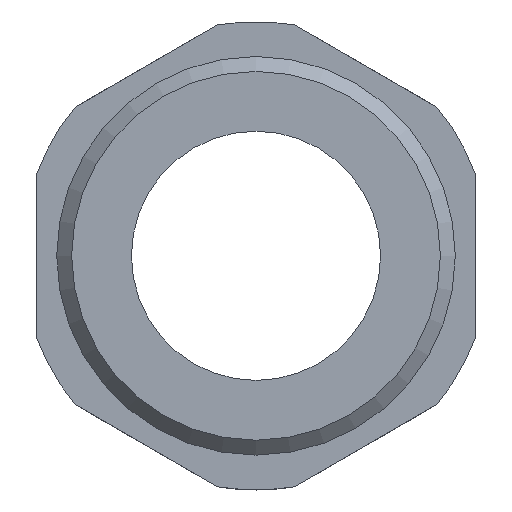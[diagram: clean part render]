
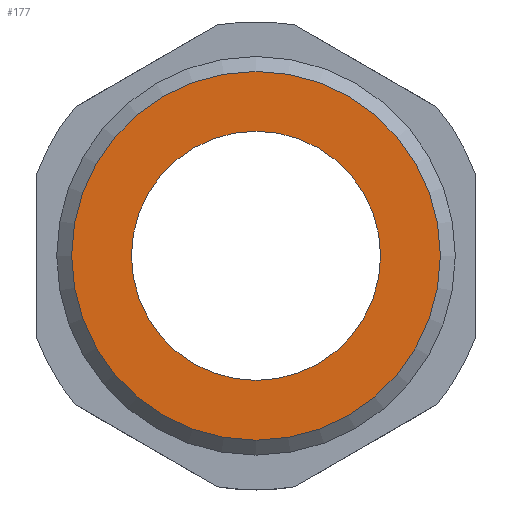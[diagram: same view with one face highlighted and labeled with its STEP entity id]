
A CAD part, left-side view. The second image highlights one B-rep face of the part: STEP entity #177.
In plain terms, the highlighted planar face has unit normal (-1, 0, 0).
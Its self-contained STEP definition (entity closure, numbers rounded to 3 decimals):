
#35=PLANE('',#784);
#52=FACE_BOUND('',#263,.T.);
#53=FACE_BOUND('',#264,.T.);
#177=ADVANCED_FACE('',(#52,#53),#35,.T.);
#263=EDGE_LOOP('',(#414));
#264=EDGE_LOOP('',(#415));
#336=CIRCLE('',#782,18.5);
#337=CIRCLE('',#783,12.5);
#414=ORIENTED_EDGE('',*,*,#674,.T.);
#415=ORIENTED_EDGE('',*,*,#675,.T.);
#598=VERTEX_POINT('',#1194);
#599=VERTEX_POINT('',#1196);
#674=EDGE_CURVE('',#598,#598,#336,.T.);
#675=EDGE_CURVE('',#599,#599,#337,.T.);
#782=AXIS2_PLACEMENT_3D('',#1193,#935,#936);
#783=AXIS2_PLACEMENT_3D('',#1195,#937,#938);
#784=AXIS2_PLACEMENT_3D('',#1197,#939,#940);
#935=DIRECTION('',(-1.,0.,0.));
#936=DIRECTION('',(0.,0.,1.));
#937=DIRECTION('',(1.,0.,0.));
#938=DIRECTION('',(0.,0.,-1.));
#939=DIRECTION('',(-1.,0.,0.));
#940=DIRECTION('',(0.,0.,1.));
#1193=CARTESIAN_POINT('',(0.,0.,0.));
#1194=CARTESIAN_POINT('',(0.,0.,18.5));
#1195=CARTESIAN_POINT('',(0.,0.,0.));
#1196=CARTESIAN_POINT('',(0.,0.,-12.5));
#1197=CARTESIAN_POINT('',(0.,20.,0.));
